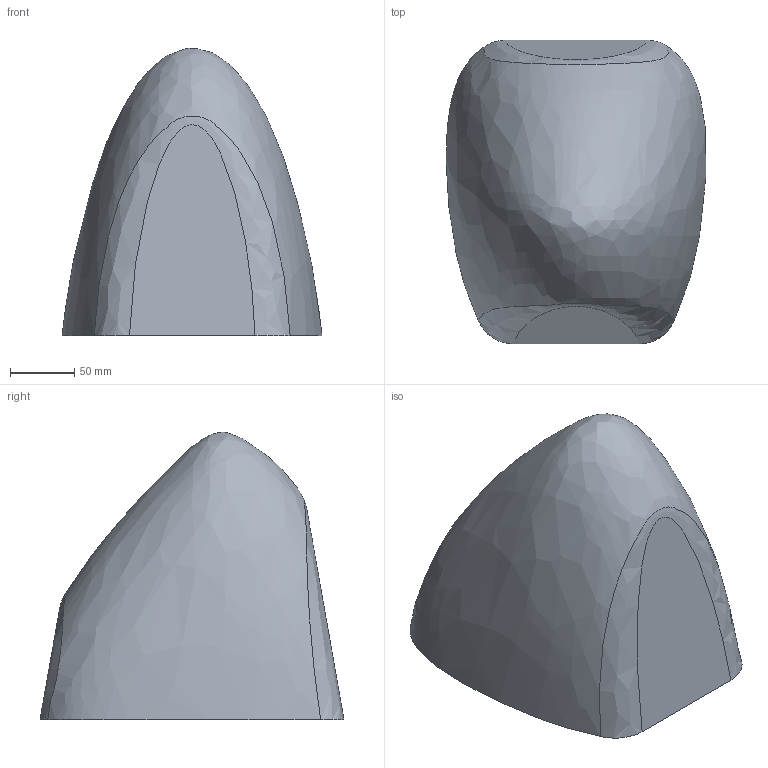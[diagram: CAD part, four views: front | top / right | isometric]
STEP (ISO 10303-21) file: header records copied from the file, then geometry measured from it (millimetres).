
FILE_DESCRIPTION(/* description */ (''),/* implementation_level */ '2;1');
FILE_NAME(/* name */ 'VisorBuck.step',/* time_stamp */ '2023-03-29T12:30:12-04:00',/* author */ (''),/* organization */ (''),/* preprocessor_version */ 'ST-DEVELOPER v19.2',/* originating_system */ 'Autodesk Translation Framework v11.17.0.187',/* authorisation */ '');
FILE_SCHEMA (('AUTOMOTIVE_DESIGN { 1 0 10303 214 3 1 1 }'));
Length unit declared in the file: millimetre
Products named in the file (1): VisorBuck
Bounding box: 202.28 x 236.55 x 224.03 mm (x, y, z)
Volume: 5333681.5 mm3; surface area: 171936.5 mm2
Topology: 1 solids, 1 shells, 6 faces, 16 edges, 12 vertices
Faces by surface type: bspline 3, plane 3
Entity records: 1714 total; most frequent: CARTESIAN_POINT 1554, ORIENTED_EDGE 32, EDGE_CURVE 16, B_SPLINE_CURVE_WITH_KNOTS 14, VERTEX_POINT 12, DIRECTION 10, FACE_OUTER_BOUND 6, EDGE_LOOP 6
